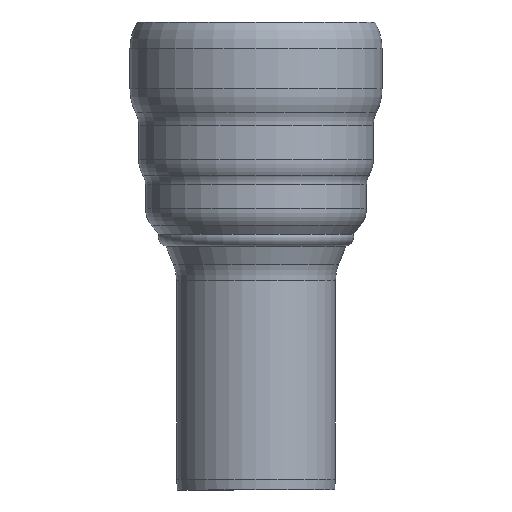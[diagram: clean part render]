
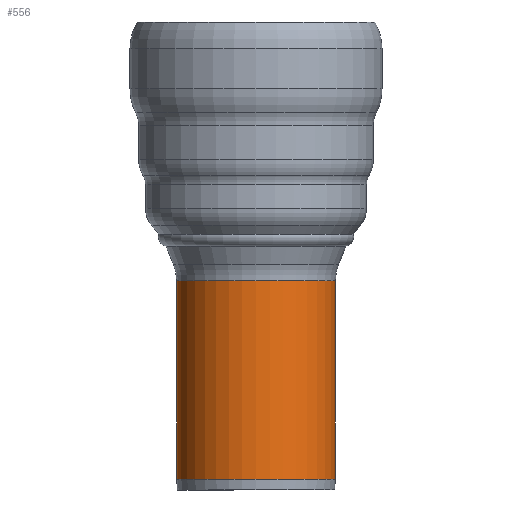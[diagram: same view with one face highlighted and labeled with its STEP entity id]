
A CAD part, front view. The second image highlights one B-rep face of the part: STEP entity #556.
In plain terms, the highlighted cylindrical face has radius 365 mm (diameter 730 mm), a full revolution.
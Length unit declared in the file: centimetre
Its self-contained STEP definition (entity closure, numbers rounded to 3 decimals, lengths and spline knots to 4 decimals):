
#14=CYLINDRICAL_SURFACE('',#613,36.5);
#59=FACE_OUTER_BOUND('',#95,.T.);
#95=EDGE_LOOP('',(#408,#409,#410,#411,#412));
#129=LINE('',#969,#145);
#145=VECTOR('',#754,36.5);
#173=CIRCLE('',#611,36.5);
#174=CIRCLE('',#612,36.5);
#175=CIRCLE('',#614,36.5);
#240=VERTEX_POINT('',#961);
#241=VERTEX_POINT('',#963);
#242=VERTEX_POINT('',#967);
#302=EDGE_CURVE('',#241,#240,#173,.T.);
#303=EDGE_CURVE('',#240,#241,#174,.T.);
#304=EDGE_CURVE('',#242,#242,#175,.T.);
#305=EDGE_CURVE('',#242,#241,#129,.T.);
#408=ORIENTED_EDGE('',*,*,#304,.F.);
#409=ORIENTED_EDGE('',*,*,#305,.T.);
#410=ORIENTED_EDGE('',*,*,#302,.T.);
#411=ORIENTED_EDGE('',*,*,#303,.T.);
#412=ORIENTED_EDGE('',*,*,#305,.F.);
#556=ADVANCED_FACE('',(#59),#14,.T.);
#611=AXIS2_PLACEMENT_3D('',#964,#746,#747);
#612=AXIS2_PLACEMENT_3D('',#965,#748,#749);
#613=AXIS2_PLACEMENT_3D('',#966,#750,#751);
#614=AXIS2_PLACEMENT_3D('',#968,#752,#753);
#746=DIRECTION('center_axis',(0.,0.,
-1.));
#747=DIRECTION('ref_axis',(-1.,0.,0.));
#748=DIRECTION('center_axis',(0.,0.,
-1.));
#749=DIRECTION('ref_axis',(-1.,0.,0.));
#750=DIRECTION('center_axis',(0.,0.,
-1.));
#751=DIRECTION('ref_axis',(-1.,0.,0.));
#752=DIRECTION('center_axis',(0.,0.,
-1.));
#753=DIRECTION('ref_axis',(-1.,0.,0.));
#754=DIRECTION('',(0.,0.,1.));
#961=CARTESIAN_POINT('',(629.2031,500.8949,-118.8516));
#963=CARTESIAN_POINT('',(665.7031,537.3949,-118.8516));
#964=CARTESIAN_POINT('Origin',(629.2031,537.3949,-118.8516));
#965=CARTESIAN_POINT('Origin',(629.2031,537.3949,-118.8516));
#966=CARTESIAN_POINT('Origin',(629.2031,537.3949,-164.4258));
#967=CARTESIAN_POINT('',(665.7031,537.3949,-210.));
#968=CARTESIAN_POINT('Origin',(629.2031,537.3949,-210.));
#969=CARTESIAN_POINT('',(665.7031,537.3949,-164.4258));
